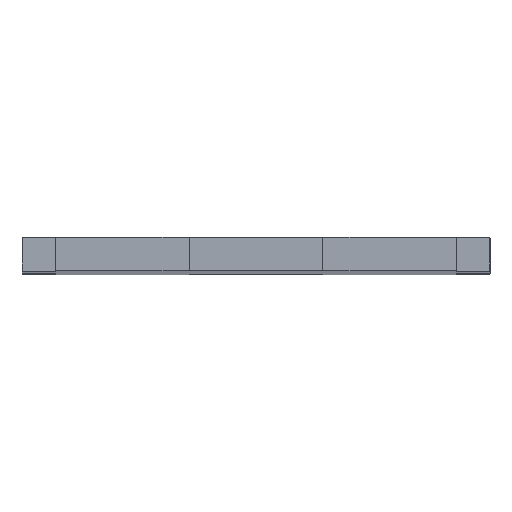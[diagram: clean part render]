
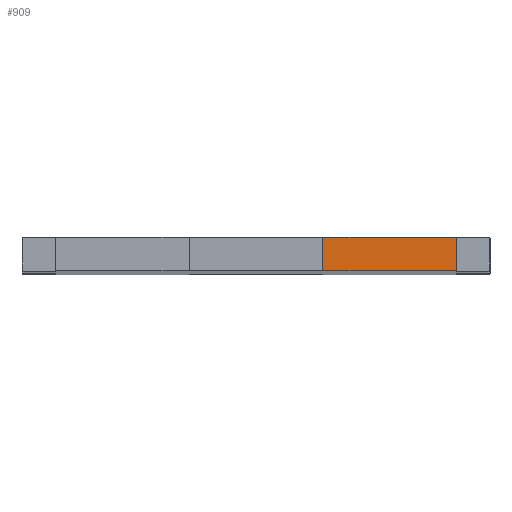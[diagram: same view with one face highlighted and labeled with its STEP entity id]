
A CAD part, top view. The second image highlights one B-rep face of the part: STEP entity #909.
In plain terms, the highlighted planar face has unit normal (0, 0, 1).
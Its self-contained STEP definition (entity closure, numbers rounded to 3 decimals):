
#23=FACE_OUTER_BOUND('',#69,.T.);
#69=EDGE_LOOP('',(#623,#624,#625,#626));
#131=LINE('',#1272,#263);
#132=LINE('',#1275,#264);
#133=LINE('',#1277,#265);
#134=LINE('',#1278,#266);
#263=VECTOR('',#1037,3.);
#264=VECTOR('',#1040,12.);
#265=VECTOR('',#1041,12.);
#266=VECTOR('',#1042,3.);
#387=VERTEX_POINT('',#1268);
#388=VERTEX_POINT('',#1270);
#389=VERTEX_POINT('',#1274);
#390=VERTEX_POINT('',#1276);
#483=EDGE_CURVE('',#387,#388,#131,.T.);
#484=EDGE_CURVE('',#389,#387,#132,.T.);
#485=EDGE_CURVE('',#390,#388,#133,.T.);
#486=EDGE_CURVE('',#389,#390,#134,.T.);
#623=ORIENTED_EDGE('',*,*,#484,.T.);
#624=ORIENTED_EDGE('',*,*,#483,.T.);
#625=ORIENTED_EDGE('',*,*,#485,.F.);
#626=ORIENTED_EDGE('',*,*,#486,.F.);
#863=PLANE('',#957);
#909=ADVANCED_FACE('',(#23),#863,.T.);
#957=AXIS2_PLACEMENT_3D('',#1273,#1038,#1039);
#1037=DIRECTION('',(0.,1.,0.));
#1038=DIRECTION('center_axis',(0.,0.,1.));
#1039=DIRECTION('ref_axis',(1.,0.,0.));
#1040=DIRECTION('',(1.,0.,0.));
#1041=DIRECTION('',(1.,0.,0.));
#1042=DIRECTION('',(0.,1.,0.));
#1268=CARTESIAN_POINT('',(-3.,0.,0.));
#1270=CARTESIAN_POINT('',(-3.,3.,0.));
#1272=CARTESIAN_POINT('',(-3.,0.,0.));
#1273=CARTESIAN_POINT('Origin',(-15.,0.,0.));
#1274=CARTESIAN_POINT('',(-15.,0.,0.));
#1275=CARTESIAN_POINT('',(-15.,0.,0.));
#1276=CARTESIAN_POINT('',(-15.,3.,0.));
#1277=CARTESIAN_POINT('',(-15.,3.,0.));
#1278=CARTESIAN_POINT('',(-15.,0.,0.));
